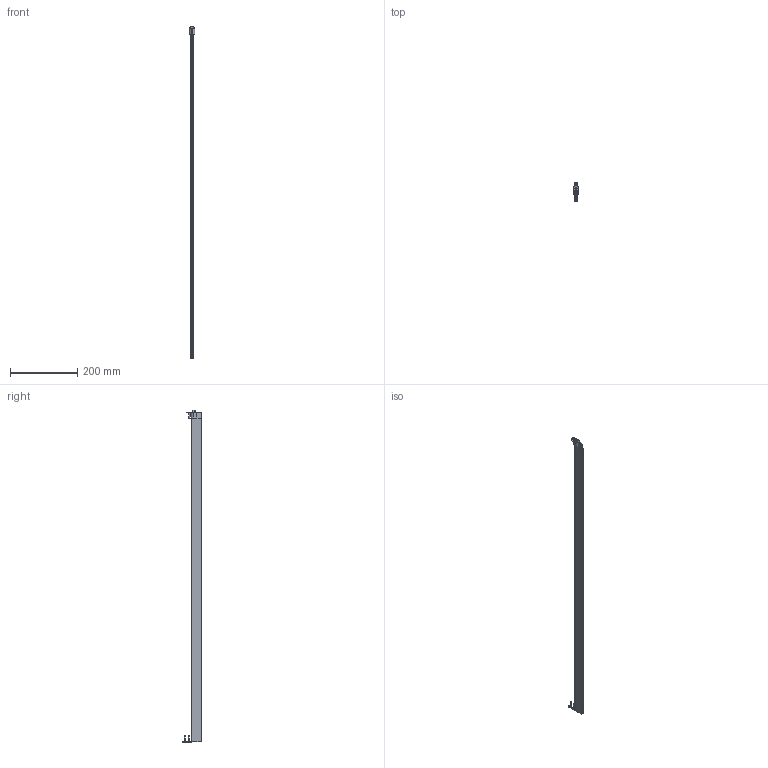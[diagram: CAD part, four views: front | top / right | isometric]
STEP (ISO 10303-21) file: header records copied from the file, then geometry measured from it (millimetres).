
FILE_DESCRIPTION (( 'STEP AP203' ), '1' );
FILE_NAME ('Pivot Set.STEP', '2025-03-04T09:42:32', ( '' ), ( '' ), 'SwSTEP 2.0', 'SolidWorks 2023', '' );
FILE_SCHEMA (( 'CONFIG_CONTROL_DESIGN' ));
Length unit declared in the file: millimetre
Products named in the file (7): Schraube 3x20_01; Pivot Set; Innengeometrie_Pivot; Betätigungsteil_Pivot_01; Aussengehäuse_Pivot; Seitenaufnahme_Pivot; Haltewinkel_Haltewinkel TW
Assembly tree (8 placements, depth 2):
  Pivot Set
    Aussengehäuse_Pivot
    Innengeometrie_Pivot
    Haltewinkel_Haltewinkel TW
    Schraube 3x20_01  x3
    Betätigungsteil_Pivot_01
    Seitenaufnahme_Pivot
Bounding box: 16 x 57.14 x 984 mm (x, y, z)
Volume: 154069.6 mm3; surface area: 266998.4 mm2
Topology: 36 solids, 36 shells, 1530 faces, 4311 edges, 2863 vertices
Faces by surface type: plane 768, bspline 666, cylinder 78, cone 18
Entity records: 77250 total; most frequent: CARTESIAN_POINT 42665, ORIENTED_EDGE 8274, DIRECTION 4539, EDGE_CURVE 4137, VERTEX_POINT 2753, LINE 2693, VECTOR 2693, EDGE_LOOP 1676
